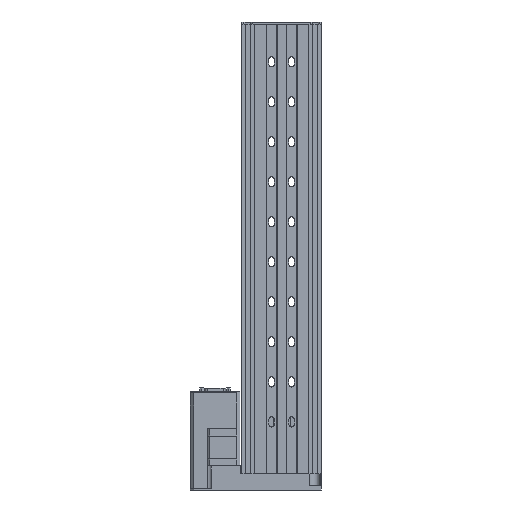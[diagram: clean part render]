
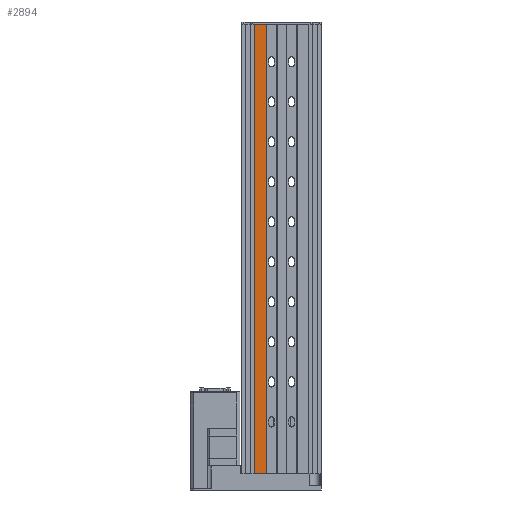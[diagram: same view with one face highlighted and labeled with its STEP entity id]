
A CAD part, front view. The second image highlights one B-rep face of the part: STEP entity #2894.
In plain terms, the highlighted planar face has unit normal (0, -1, 0).
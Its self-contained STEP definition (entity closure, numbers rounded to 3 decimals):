
#42 = ORIENTED_EDGE ( 'NONE', *, *, #3122, .T. ) ;
#2109 = CARTESIAN_POINT ( 'NONE',  ( -19.5, -21., 562. ) ) ;
#2894 = ADVANCED_FACE ( 'NONE', ( #27527 ), #7549, .F. ) ;
#3122 = EDGE_CURVE ( 'NONE', #4510, #9511, #13174, .T. ) ;
#3397 = DIRECTION ( 'NONE',  ( 1., 0., 0. ) ) ;
#4048 = DIRECTION ( 'NONE',  ( 1., 0., 0. ) ) ;
#4510 = VERTEX_POINT ( 'NONE', #7962 ) ;
#4514 = EDGE_CURVE ( 'NONE', #20170, #9511, #8239, .T. ) ;
#7549 = PLANE ( 'NONE',  #14719 ) ;
#7962 = CARTESIAN_POINT ( 'NONE',  ( -33.5, -21., 0. ) ) ;
#8239 = LINE ( 'NONE', #25735, #21716 ) ;
#9193 = EDGE_CURVE ( 'NONE', #11353, #4510, #9487, .T. ) ;
#9311 = CARTESIAN_POINT ( 'NONE',  ( -19.5, -21., 0. ) ) ;
#9313 = CARTESIAN_POINT ( 'NONE',  ( -19.5, -21., 666.12 ) ) ;
#9487 = LINE ( 'NONE', #18337, #16691 ) ;
#9511 = VERTEX_POINT ( 'NONE', #9311 ) ;
#9858 = VECTOR ( 'NONE', #3397, 1000. ) ;
#11098 = EDGE_CURVE ( 'NONE', #11353, #20170, #18790, .T. ) ;
#11353 = VERTEX_POINT ( 'NONE', #15561 ) ;
#12015 = DIRECTION ( 'NONE',  ( 0., 0., -1. ) ) ;
#13174 = LINE ( 'NONE', #28833, #19375 ) ;
#14719 = AXIS2_PLACEMENT_3D ( 'NONE', #9313, #18169, #27105 ) ;
#15561 = CARTESIAN_POINT ( 'NONE',  ( -33.5, -21., 562. ) ) ;
#16691 = VECTOR ( 'NONE', #25084, 1000. ) ;
#18169 = DIRECTION ( 'NONE',  ( 0., 1., 0. ) ) ;
#18337 = CARTESIAN_POINT ( 'NONE',  ( -33.5, -21., 666.12 ) ) ;
#18348 = CARTESIAN_POINT ( 'NONE',  ( -19.5, -21., 562. ) ) ;
#18790 = LINE ( 'NONE', #18348, #9858 ) ;
#19375 = VECTOR ( 'NONE', #4048, 1000. ) ;
#20170 = VERTEX_POINT ( 'NONE', #2109 ) ;
#20493 = EDGE_LOOP ( 'NONE', ( #24809, #20533, #42, #27379 ) ) ;
#20533 = ORIENTED_EDGE ( 'NONE', *, *, #9193, .T. ) ;
#21716 = VECTOR ( 'NONE', #12015, 1000. ) ;
#24809 = ORIENTED_EDGE ( 'NONE', *, *, #11098, .F. ) ;
#25084 = DIRECTION ( 'NONE',  ( 0., 0., -1. ) ) ;
#25735 = CARTESIAN_POINT ( 'NONE',  ( -19.5, -21., 666.12 ) ) ;
#27105 = DIRECTION ( 'NONE',  ( 0., 0., 1. ) ) ;
#27379 = ORIENTED_EDGE ( 'NONE', *, *, #4514, .F. ) ;
#27527 = FACE_OUTER_BOUND ( 'NONE', #20493, .T. ) ;
#28833 = CARTESIAN_POINT ( 'NONE',  ( -19.5, -21., 0. ) ) ;
